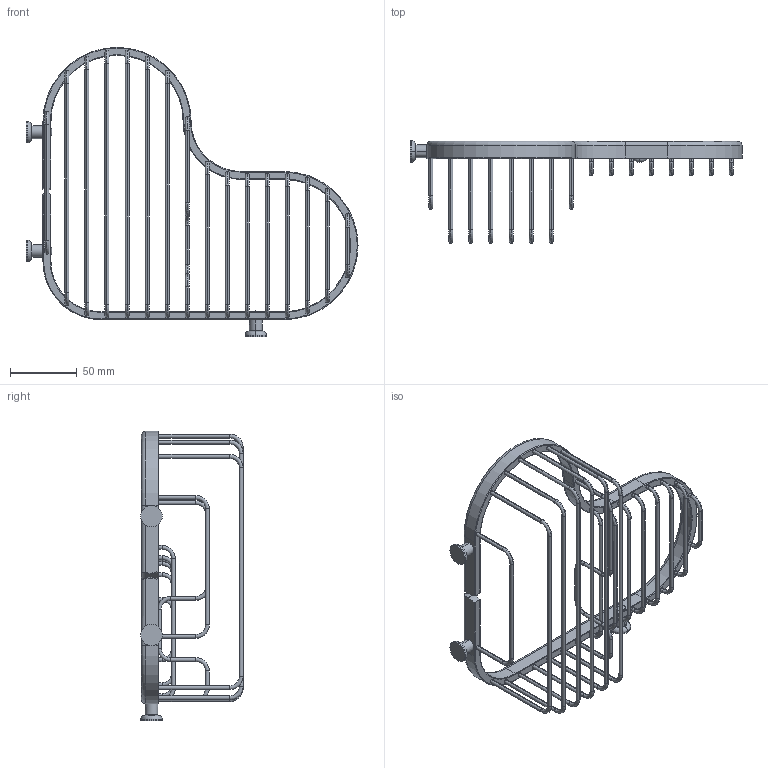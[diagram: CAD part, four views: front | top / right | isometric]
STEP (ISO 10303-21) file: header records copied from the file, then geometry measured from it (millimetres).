
FILE_DESCRIPTION((''),'2;1');
FILE_NAME('504L','2022-01-12T10:41:17',('jinson.thomas'),(''),'CREO PARAMETRIC BY PTC INC, 2018400','CREO PARAMETRIC BY PTC INC, 2018400','');
FILE_SCHEMA(('CONFIG_CONTROL_DESIGN'));
Length unit declared in the file: inch
Products named in the file (1): 504L
Bounding box: 248.72 x 76.68 x 216.69 mm (x, y, z)
Volume: 80086.2 mm3; surface area: 56930.3 mm2
Topology: 1 solids, 1 shells, 254 faces, 570 edges, 315 vertices
Faces by surface type: cylinder 136, torus 96, plane 12, sphere 6, bspline 4
Entity records: 7352 total; most frequent: CARTESIAN_POINT 1428, DIRECTION 1427, ORIENTED_EDGE 1128, AXIS2_PLACEMENT_3D 635, EDGE_CURVE 564, CIRCLE 385, VERTEX_POINT 315, EDGE_LOOP 289
